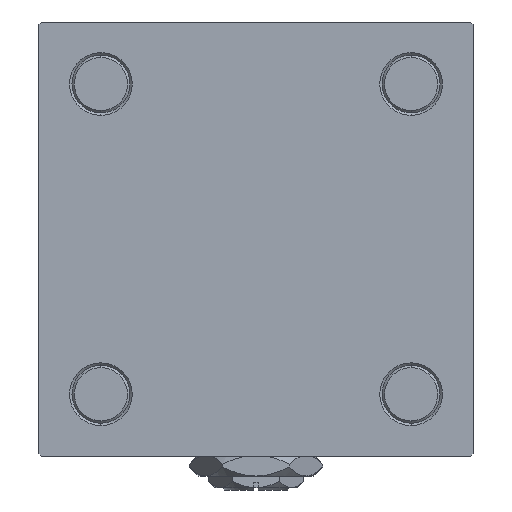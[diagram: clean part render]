
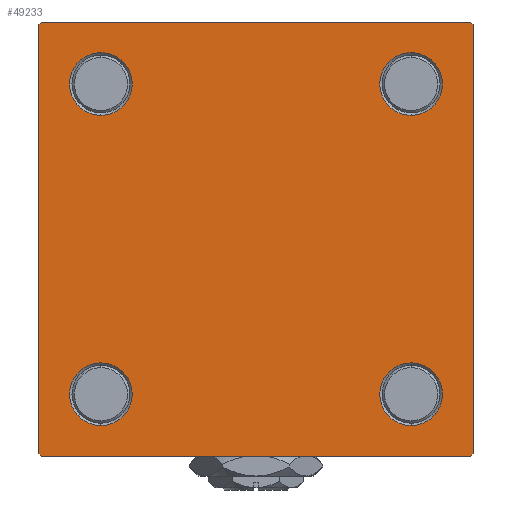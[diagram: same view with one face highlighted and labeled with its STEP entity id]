
A CAD part, left-side view. The second image highlights one B-rep face of the part: STEP entity #49233.
In plain terms, the highlighted planar face has unit normal (-1, 0, 0).
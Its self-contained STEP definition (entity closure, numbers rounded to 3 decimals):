
#153 = EDGE_CURVE ( 'NONE', #21721, #281, #4282, .T. ) ;
#281 = VERTEX_POINT ( 'NONE', #37316 ) ;
#569 = CIRCLE ( 'NONE', #30121, 6.5 ) ;
#925 = ORIENTED_EDGE ( 'NONE', *, *, #6305, .T. ) ;
#1335 = EDGE_CURVE ( 'NONE', #34227, #51564, #5171, .T. ) ;
#1388 = ORIENTED_EDGE ( 'NONE', *, *, #17915, .T. ) ;
#1402 = EDGE_CURVE ( 'NONE', #281, #21721, #32211, .T. ) ;
#1581 = DIRECTION ( 'NONE',  ( 0., -0.707, -0.707 ) ) ;
#2099 = ORIENTED_EDGE ( 'NONE', *, *, #48148, .T. ) ;
#2487 = DIRECTION ( 'NONE',  ( 0., 0., -1. ) ) ;
#2573 = ORIENTED_EDGE ( 'NONE', *, *, #35325, .T. ) ;
#3904 = CIRCLE ( 'NONE', #6420, 6.5 ) ;
#3994 = LINE ( 'NONE', #20359, #4226 ) ;
#4048 = CARTESIAN_POINT ( 'NONE',  ( 0., -32.15, 38.65 ) ) ;
#4226 = VECTOR ( 'NONE', #33066, 1000. ) ;
#4233 = AXIS2_PLACEMENT_3D ( 'NONE', #21477, #42135, #37655 ) ;
#4282 = CIRCLE ( 'NONE', #24528, 6.5 ) ;
#4610 = EDGE_LOOP ( 'NONE', ( #14392, #4833 ) ) ;
#4818 = DIRECTION ( 'NONE',  ( 0., 0., 1. ) ) ;
#4833 = ORIENTED_EDGE ( 'NONE', *, *, #14484, .T. ) ;
#5171 = CIRCLE ( 'NONE', #24578, 6.5 ) ;
#5367 = FACE_OUTER_BOUND ( 'NONE', #12450, .T. ) ;
#5617 = AXIS2_PLACEMENT_3D ( 'NONE', #34999, #6438, #10664 ) ;
#5845 = VERTEX_POINT ( 'NONE', #49928 ) ;
#6082 = VERTEX_POINT ( 'NONE', #44534 ) ;
#6305 = EDGE_CURVE ( 'NONE', #21671, #47376, #28578, .T. ) ;
#6420 = AXIS2_PLACEMENT_3D ( 'NONE', #19557, #43647, #15597 ) ;
#6438 = DIRECTION ( 'NONE',  ( 1., 0., 0. ) ) ;
#6596 = CARTESIAN_POINT ( 'NONE',  ( 0., 44.75, -44.75 ) ) ;
#8042 = AXIS2_PLACEMENT_3D ( 'NONE', #8232, #23823, #15892 ) ;
#8232 = CARTESIAN_POINT ( 'NONE',  ( 0., 32.15, 32.15 ) ) ;
#8753 = DIRECTION ( 'NONE',  ( 0., 0., -1. ) ) ;
#9403 = AXIS2_PLACEMENT_3D ( 'NONE', #25853, #45703, #37788 ) ;
#9468 = VERTEX_POINT ( 'NONE', #44168 ) ;
#9754 = EDGE_CURVE ( 'NONE', #6082, #21671, #50933, .T. ) ;
#10664 = DIRECTION ( 'NONE',  ( 0., 0., 1. ) ) ;
#11086 = ORIENTED_EDGE ( 'NONE', *, *, #22083, .T. ) ;
#11705 = VERTEX_POINT ( 'NONE', #29456 ) ;
#11791 = CARTESIAN_POINT ( 'NONE',  ( 0., -32.15, 32.15 ) ) ;
#12450 = EDGE_LOOP ( 'NONE', ( #925, #51990, #1388, #2099, #51782, #16934, #19475, #39039 ) ) ;
#13260 = DIRECTION ( 'NONE',  ( 1., 0., 0. ) ) ;
#13928 = CARTESIAN_POINT ( 'NONE',  ( 0., 32.15, -38.65 ) ) ;
#14011 = LINE ( 'NONE', #6596, #37265 ) ;
#14392 = ORIENTED_EDGE ( 'NONE', *, *, #21550, .T. ) ;
#14484 = EDGE_CURVE ( 'NONE', #52150, #40569, #49423, .T. ) ;
#14696 = CARTESIAN_POINT ( 'NONE',  ( 0., 44.75, 44.75 ) ) ;
#15053 = EDGE_LOOP ( 'NONE', ( #24729, #2573 ) ) ;
#15597 = DIRECTION ( 'NONE',  ( 0., 0., 1. ) ) ;
#15892 = DIRECTION ( 'NONE',  ( 0., 0., 1. ) ) ;
#15897 = VECTOR ( 'NONE', #31350, 1000. ) ;
#16117 = CARTESIAN_POINT ( 'NONE',  ( 0., 45., 44.5 ) ) ;
#16310 = CARTESIAN_POINT ( 'NONE',  ( 0., -45., -44.5 ) ) ;
#16409 = DIRECTION ( 'NONE',  ( 1., 0., 0. ) ) ;
#16934 = ORIENTED_EDGE ( 'NONE', *, *, #22995, .T. ) ;
#17200 = CARTESIAN_POINT ( 'NONE',  ( 0., 45., 45. ) ) ;
#17426 = CIRCLE ( 'NONE', #5617, 6.5 ) ;
#17915 = EDGE_CURVE ( 'NONE', #29831, #9468, #19174, .T. ) ;
#18048 = FACE_BOUND ( 'NONE', #33737, .T. ) ;
#19174 = LINE ( 'NONE', #51458, #15897 ) ;
#19325 = VERTEX_POINT ( 'NONE', #4048 ) ;
#19475 = ORIENTED_EDGE ( 'NONE', *, *, #34597, .F. ) ;
#19557 = CARTESIAN_POINT ( 'NONE',  ( 0., 32.15, 32.15 ) ) ;
#19864 = ORIENTED_EDGE ( 'NONE', *, *, #153, .T. ) ;
#19988 = CARTESIAN_POINT ( 'NONE',  ( 0., -44.75, -44.75 ) ) ;
#20359 = CARTESIAN_POINT ( 'NONE',  ( 0., 45., 45. ) ) ;
#21477 = CARTESIAN_POINT ( 'NONE',  ( 0., 0., 0. ) ) ;
#21550 = EDGE_CURVE ( 'NONE', #40569, #52150, #3904, .T. ) ;
#21626 = LINE ( 'NONE', #45716, #50283 ) ;
#21671 = VERTEX_POINT ( 'NONE', #16117 ) ;
#21721 = VERTEX_POINT ( 'NONE', #35191 ) ;
#22083 = EDGE_CURVE ( 'NONE', #51564, #34227, #17426, .T. ) ;
#22995 = EDGE_CURVE ( 'NONE', #32537, #11705, #21626, .T. ) ;
#23823 = DIRECTION ( 'NONE',  ( 1., 0., 0. ) ) ;
#23950 = CARTESIAN_POINT ( 'NONE',  ( 0., 44.5, -45. ) ) ;
#24084 = CARTESIAN_POINT ( 'NONE',  ( 0., -32.15, -32.15 ) ) ;
#24528 = AXIS2_PLACEMENT_3D ( 'NONE', #24084, #16409, #47908 ) ;
#24578 = AXIS2_PLACEMENT_3D ( 'NONE', #36026, #27536, #43168 ) ;
#24729 = ORIENTED_EDGE ( 'NONE', *, *, #25499, .T. ) ;
#25499 = EDGE_CURVE ( 'NONE', #19325, #5845, #569, .T. ) ;
#25625 = VECTOR ( 'NONE', #8753, 1000. ) ;
#25853 = CARTESIAN_POINT ( 'NONE',  ( 0., -32.15, -32.15 ) ) ;
#26010 = CARTESIAN_POINT ( 'NONE',  ( 0., -45., 44.5 ) ) ;
#26197 = VECTOR ( 'NONE', #2487, 1000. ) ;
#26970 = CARTESIAN_POINT ( 'NONE',  ( 0., 45., -44.5 ) ) ;
#27341 = CARTESIAN_POINT ( 'NONE',  ( 0., 32.15, 25.65 ) ) ;
#27536 = DIRECTION ( 'NONE',  ( 1., 0., 0. ) ) ;
#27918 = DIRECTION ( 'NONE',  ( 1., 0., 0. ) ) ;
#28578 = LINE ( 'NONE', #17200, #25625 ) ;
#29030 = ORIENTED_EDGE ( 'NONE', *, *, #1335, .T. ) ;
#29456 = CARTESIAN_POINT ( 'NONE',  ( 0., -44.5, 45. ) ) ;
#29831 = VERTEX_POINT ( 'NONE', #23950 ) ;
#30121 = AXIS2_PLACEMENT_3D ( 'NONE', #49253, #13260, #4818 ) ;
#30217 = FACE_BOUND ( 'NONE', #15053, .T. ) ;
#30517 = LINE ( 'NONE', #34491, #26197 ) ;
#31350 = DIRECTION ( 'NONE',  ( 0., -1., 0. ) ) ;
#31405 = CARTESIAN_POINT ( 'NONE',  ( 0., 32.15, 38.65 ) ) ;
#32211 = CIRCLE ( 'NONE', #9403, 6.5 ) ;
#32537 = VERTEX_POINT ( 'NONE', #26010 ) ;
#33066 = DIRECTION ( 'NONE',  ( 0., -1., 0. ) ) ;
#33737 = EDGE_LOOP ( 'NONE', ( #11086, #29030 ) ) ;
#33757 = VECTOR ( 'NONE', #36930, 1000. ) ;
#34227 = VERTEX_POINT ( 'NONE', #13928 ) ;
#34453 = FACE_BOUND ( 'NONE', #4610, .T. ) ;
#34491 = CARTESIAN_POINT ( 'NONE',  ( 0., -45., 45. ) ) ;
#34597 = EDGE_CURVE ( 'NONE', #6082, #11705, #3994, .T. ) ;
#34999 = CARTESIAN_POINT ( 'NONE',  ( 0., 32.15, -32.15 ) ) ;
#35191 = CARTESIAN_POINT ( 'NONE',  ( 0., -32.15, -38.65 ) ) ;
#35325 = EDGE_CURVE ( 'NONE', #5845, #19325, #41440, .T. ) ;
#36026 = CARTESIAN_POINT ( 'NONE',  ( 0., 32.15, -32.15 ) ) ;
#36408 = DIRECTION ( 'NONE',  ( 0., 0., 1. ) ) ;
#36930 = DIRECTION ( 'NONE',  ( 0., -0.707, 0.707 ) ) ;
#37265 = VECTOR ( 'NONE', #1581, 1000. ) ;
#37316 = CARTESIAN_POINT ( 'NONE',  ( 0., -32.15, -25.65 ) ) ;
#37655 = DIRECTION ( 'NONE',  ( 0., 0., 1. ) ) ;
#37788 = DIRECTION ( 'NONE',  ( 0., 0., 1. ) ) ;
#37798 = DIRECTION ( 'NONE',  ( 0., 0.707, 0.707 ) ) ;
#38125 = EDGE_CURVE ( 'NONE', #32537, #46347, #30517, .T. ) ;
#39039 = ORIENTED_EDGE ( 'NONE', *, *, #9754, .T. ) ;
#39571 = EDGE_CURVE ( 'NONE', #47376, #29831, #14011, .T. ) ;
#40569 = VERTEX_POINT ( 'NONE', #31405 ) ;
#41440 = CIRCLE ( 'NONE', #45668, 6.5 ) ;
#41613 = FACE_BOUND ( 'NONE', #46334, .T. ) ;
#42135 = DIRECTION ( 'NONE',  ( -1., 0., 0. ) ) ;
#43168 = DIRECTION ( 'NONE',  ( 0., 0., 1. ) ) ;
#43647 = DIRECTION ( 'NONE',  ( 1., 0., 0. ) ) ;
#44168 = CARTESIAN_POINT ( 'NONE',  ( 0., -44.5, -45. ) ) ;
#44534 = CARTESIAN_POINT ( 'NONE',  ( 0., 44.5, 45. ) ) ;
#44596 = LINE ( 'NONE', #19988, #33757 ) ;
#45668 = AXIS2_PLACEMENT_3D ( 'NONE', #11791, #27918, #36408 ) ;
#45703 = DIRECTION ( 'NONE',  ( 1., 0., 0. ) ) ;
#45716 = CARTESIAN_POINT ( 'NONE',  ( 0., -44.75, 44.75 ) ) ;
#46334 = EDGE_LOOP ( 'NONE', ( #52319, #19864 ) ) ;
#46347 = VERTEX_POINT ( 'NONE', #16310 ) ;
#46362 = PLANE ( 'NONE',  #4233 ) ;
#46969 = DIRECTION ( 'NONE',  ( 0., 0.707, -0.707 ) ) ;
#47376 = VERTEX_POINT ( 'NONE', #26970 ) ;
#47591 = CARTESIAN_POINT ( 'NONE',  ( 0., 32.15, -25.65 ) ) ;
#47908 = DIRECTION ( 'NONE',  ( 0., 0., 1. ) ) ;
#48148 = EDGE_CURVE ( 'NONE', #9468, #46347, #44596, .T. ) ;
#49233 = ADVANCED_FACE ( 'NONE', ( #30217, #41613, #18048, #34453, #5367 ), #46362, .T. ) ;
#49253 = CARTESIAN_POINT ( 'NONE',  ( 0., -32.15, 32.15 ) ) ;
#49423 = CIRCLE ( 'NONE', #8042, 6.5 ) ;
#49928 = CARTESIAN_POINT ( 'NONE',  ( 0., -32.15, 25.65 ) ) ;
#50283 = VECTOR ( 'NONE', #37798, 1000. ) ;
#50933 = LINE ( 'NONE', #14696, #50970 ) ;
#50970 = VECTOR ( 'NONE', #46969, 1000. ) ;
#51458 = CARTESIAN_POINT ( 'NONE',  ( 0., 45., -45. ) ) ;
#51564 = VERTEX_POINT ( 'NONE', #47591 ) ;
#51782 = ORIENTED_EDGE ( 'NONE', *, *, #38125, .F. ) ;
#51990 = ORIENTED_EDGE ( 'NONE', *, *, #39571, .T. ) ;
#52150 = VERTEX_POINT ( 'NONE', #27341 ) ;
#52319 = ORIENTED_EDGE ( 'NONE', *, *, #1402, .T. ) ;
